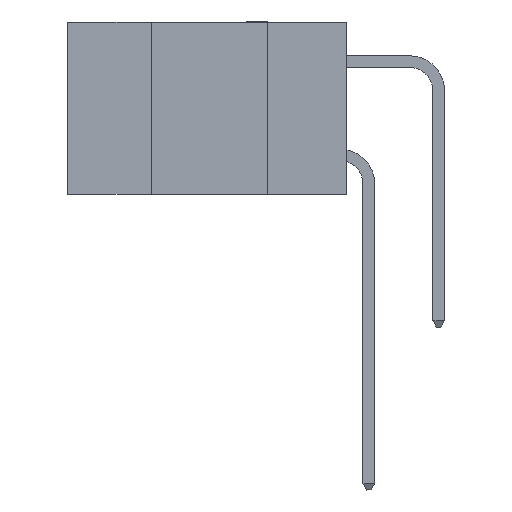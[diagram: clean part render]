
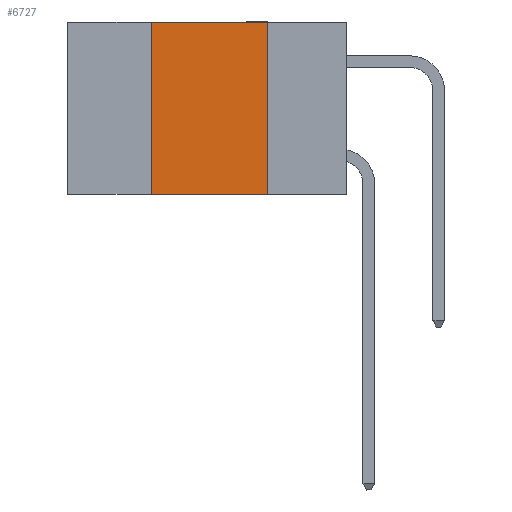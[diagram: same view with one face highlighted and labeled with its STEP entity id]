
A CAD part, left-side view. The second image highlights one B-rep face of the part: STEP entity #6727.
In plain terms, the highlighted planar face has unit normal (-1, 0, 0).
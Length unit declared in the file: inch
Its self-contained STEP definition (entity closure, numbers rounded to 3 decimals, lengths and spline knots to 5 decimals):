
#248 = VERTEX_POINT ( 'NONE', #1121 ) ;
#943 = CARTESIAN_POINT ( 'NONE',  ( 0., 0.17, 0. ) ) ;
#1084 = LINE ( 'NONE', #13899, #11432 ) ;
#1121 = CARTESIAN_POINT ( 'NONE',  ( 0., 0.17, 0. ) ) ;
#1124 = DIRECTION ( 'NONE',  ( 0., 0., 1. ) ) ;
#1295 = CARTESIAN_POINT ( 'NONE',  ( 0., 0.6, 0. ) ) ;
#1531 = CARTESIAN_POINT ( 'NONE',  ( 0., 0.42, 0. ) ) ;
#2025 = CARTESIAN_POINT ( 'NONE',  ( 0., 0.6, 0. ) ) ;
#3259 = ORIENTED_EDGE ( 'NONE', *, *, #16232, .F. ) ;
#3391 = VECTOR ( 'NONE', #5725, 39.37008 ) ;
#3652 = AXIS2_PLACEMENT_3D ( 'NONE', #1295, #13915, #20182 ) ;
#4222 = FACE_OUTER_BOUND ( 'NONE', #11539, .T. ) ;
#5725 = DIRECTION ( 'NONE',  ( 0., 0., -1. ) ) ;
#6399 = ORIENTED_EDGE ( 'NONE', *, *, #15822, .F. ) ;
#6727 = ADVANCED_FACE ( 'NONE', ( #4222 ), #9450, .F. ) ;
#6907 = VECTOR ( 'NONE', #1124, 39.37008 ) ;
#8064 = EDGE_CURVE ( 'NONE', #8068, #19302, #20180, .T. ) ;
#8068 = VERTEX_POINT ( 'NONE', #19754 ) ;
#8322 = VECTOR ( 'NONE', #9914, 39.37008 ) ;
#9450 = PLANE ( 'NONE',  #3652 ) ;
#9797 = VERTEX_POINT ( 'NONE', #12352 ) ;
#9914 = DIRECTION ( 'NONE',  ( 0., -1., 0. ) ) ;
#10761 = DIRECTION ( 'NONE',  ( 0., -1., 0. ) ) ;
#10923 = ORIENTED_EDGE ( 'NONE', *, *, #17910, .T. ) ;
#11432 = VECTOR ( 'NONE', #10761, 39.37008 ) ;
#11539 = EDGE_LOOP ( 'NONE', ( #6399, #3259, #20319, #10923 ) ) ;
#12352 = CARTESIAN_POINT ( 'NONE',  ( 0., 0.17, -0.37 ) ) ;
#13899 = CARTESIAN_POINT ( 'NONE',  ( 0., 0.6, -0.37 ) ) ;
#13915 = DIRECTION ( 'NONE',  ( 1., 0., 0. ) ) ;
#15729 = LINE ( 'NONE', #943, #3391 ) ;
#15822 = EDGE_CURVE ( 'NONE', #248, #9797, #15729, .T. ) ;
#16232 = EDGE_CURVE ( 'NONE', #19302, #248, #16703, .T. ) ;
#16703 = LINE ( 'NONE', #2025, #8322 ) ;
#17910 = EDGE_CURVE ( 'NONE', #8068, #9797, #1084, .T. ) ;
#18330 = CARTESIAN_POINT ( 'NONE',  ( 0., 0.42, 0. ) ) ;
#19302 = VERTEX_POINT ( 'NONE', #1531 ) ;
#19754 = CARTESIAN_POINT ( 'NONE',  ( 0., 0.42, -0.37 ) ) ;
#20180 = LINE ( 'NONE', #18330, #6907 ) ;
#20182 = DIRECTION ( 'NONE',  ( 0., 0., -1. ) ) ;
#20319 = ORIENTED_EDGE ( 'NONE', *, *, #8064, .F. ) ;
